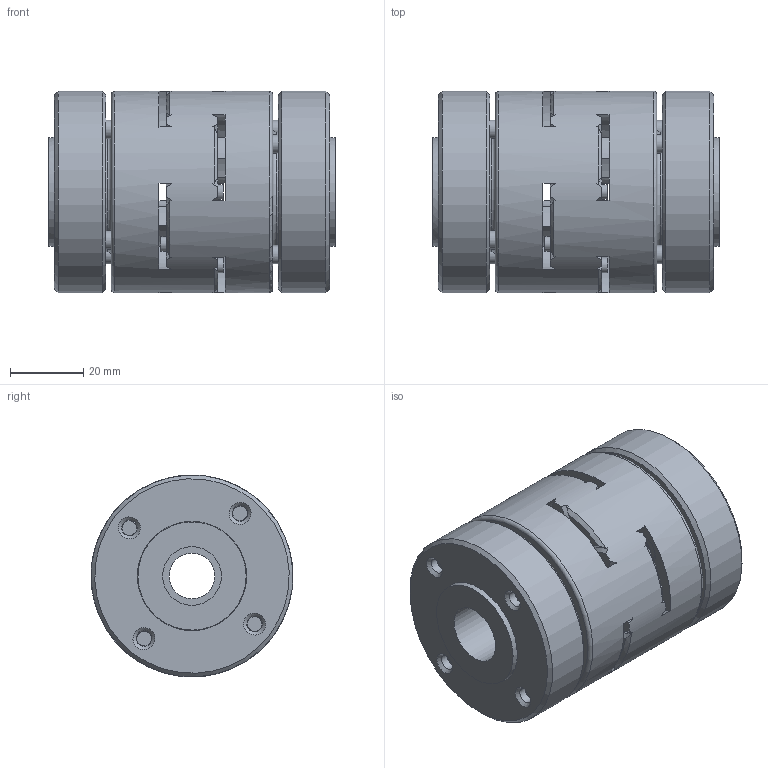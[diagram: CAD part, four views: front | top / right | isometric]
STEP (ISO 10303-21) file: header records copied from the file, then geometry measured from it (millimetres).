
FILE_DESCRIPTION( ( 'Unknown' ), '1' );
FILE_NAME( 'ESM-A 90.stp', 'Unknown', ( 'Unknown' ), ( 'Unknown' ), 'PSStep 10.1', 'Unknown', ' ' );
FILE_SCHEMA( ( 'AUTOMOTIVE_DESIGN { 1 0 10303 214 1 1 1 1 }' ) );
Length unit declared in the file: millimetre
Products named in the file (1): 23813372
Bounding box: 78 x 55 x 54.99 mm (x, y, z)
Volume: 139378.4 mm3; surface area: 43495.7 mm2
Topology: 1 solids, 1 shells, 404 faces, 1043 edges, 670 vertices
Faces by surface type: plane 160, cylinder 116, cone 112, torus 16
Full cylindrical faces by diameter (mm): 4 x8, 4.2 x16, 5 x8, 5.4 x8, 8.5 x8, 9 x8, 12.5 x1, 16 x2, 27 x2, 30 x2, 32.5 x2, 55 x3
Entity records: 14756 total; most frequent: CARTESIAN_POINT 2417, DIRECTION 1950, ORIENTED_EDGE 1668, AXIS2_PLACEMENT_3D 839, EDGE_CURVE 834, EDGE_LOOP 632, VERTEX_POINT 602, FACE_OUTER_BOUND 488
